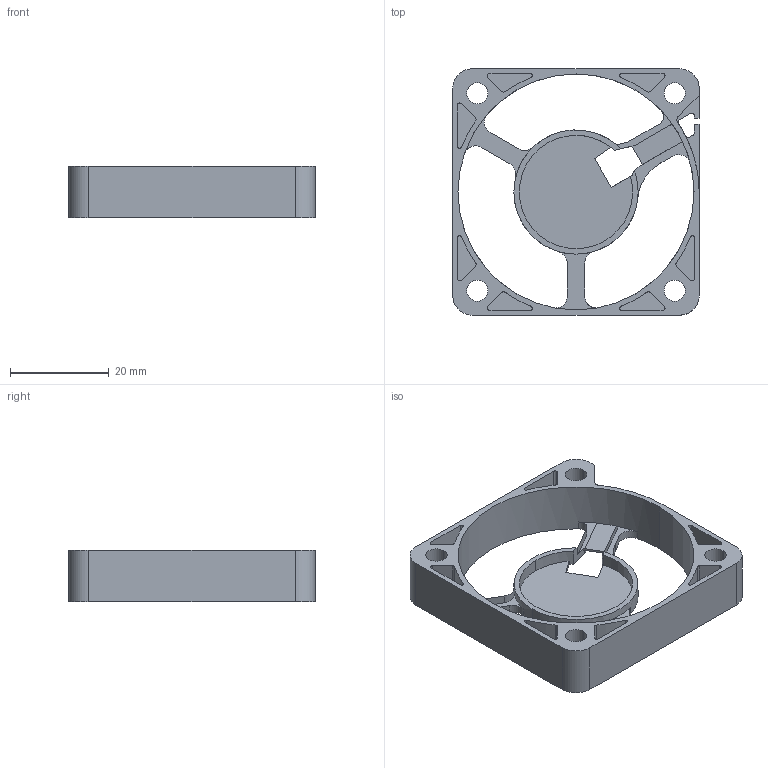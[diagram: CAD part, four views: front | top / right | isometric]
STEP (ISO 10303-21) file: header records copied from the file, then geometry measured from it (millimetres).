
FILE_DESCRIPTION (( 'STEP AP203' ), '1' );
FILE_NAME ('OD5010 m0 Frame Only.stp', '2022-03-15T22:01:34', ( '' ), ( '' ), 'SwSTEP 2.0', 'SolidWorks 2018', '' );
FILE_SCHEMA (( 'CONFIG_CONTROL_DESIGN' ));
Length unit declared in the file: millimetre
Products named in the file (1): OD5010 m0 Frame Only
Bounding box: 50 x 50 x 10.4 mm (x, y, z)
Volume: 5868.6 mm3; surface area: 8435.9 mm2
Topology: 1 solids, 1 shells, 184 faces, 515 edges, 343 vertices
Faces by surface type: cylinder 89, plane 76, bspline 19
Entity records: 6611 total; most frequent: CARTESIAN_POINT 1698, ORIENTED_EDGE 1030, DIRECTION 1000, EDGE_CURVE 515, AXIS2_PLACEMENT_3D 359, VERTEX_POINT 343, LINE 282, VECTOR 282
